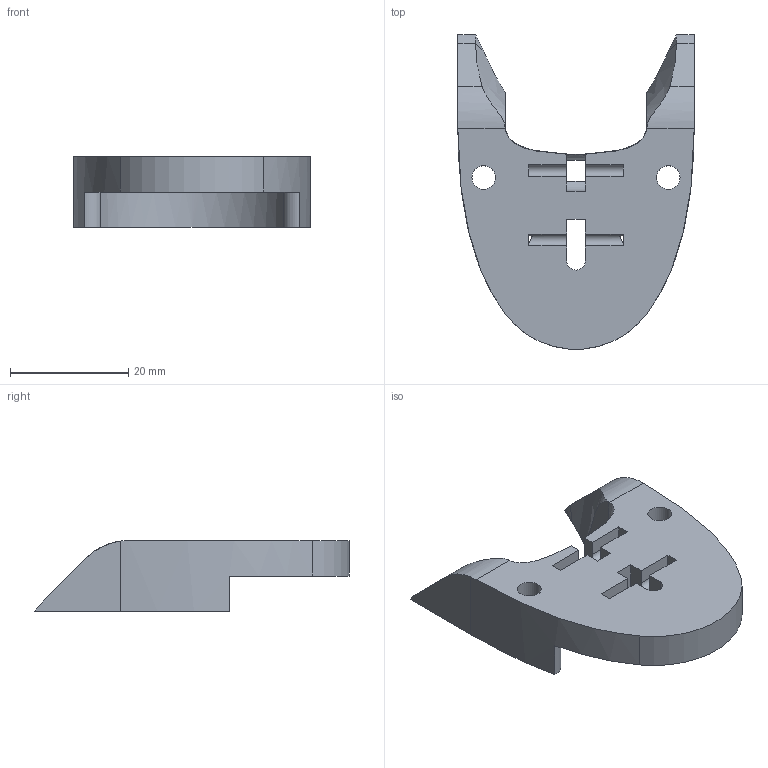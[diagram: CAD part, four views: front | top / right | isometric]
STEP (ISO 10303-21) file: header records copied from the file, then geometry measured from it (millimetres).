
FILE_DESCRIPTION(/* description */ ('STEP AP214'),/* implementation_level */ '2;1');
FILE_NAME(/* name */ '683c518e4258294a187f4211',/* time_stamp */ '2025-06-01T13:11:43Z',/* author */ (''),/* organization */ (''),/* preprocessor_version */ 'ST-DEVELOPER v20',/* originating_system */ 'ONSHAPE BY PTC INC, 1.198',/* authorisation */ ' ');
FILE_SCHEMA (('AUTOMOTIVE_DESIGN {1 0 10303 214 3 1 1}'));
Length unit declared in the file: metre
Products named in the file (1): Part 113
Bounding box: 40 x 53.16 x 11.99 mm (x, y, z)
Volume: 8729.7 mm3; surface area: 5403.3 mm2
Topology: 1 solids, 1 shells, 70 faces, 205 edges, 134 vertices
Faces by surface type: plane 34, cylinder 20, bspline 12, sphere 2, cone 2
Full cylindrical faces by diameter (mm): 4 x2, 15 x1, 17 x1, 23 x1
Entity records: 2496 total; most frequent: CARTESIAN_POINT 701, ORIENTED_EDGE 394, DIRECTION 326, EDGE_CURVE 197, VERTEX_POINT 131, AXIS2_PLACEMENT_3D 112, LINE 102, VECTOR 102
